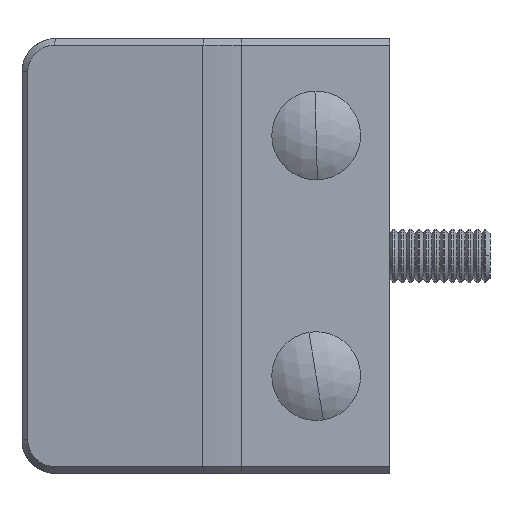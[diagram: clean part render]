
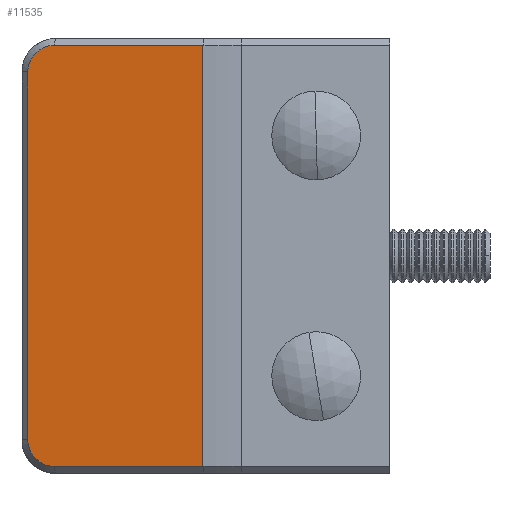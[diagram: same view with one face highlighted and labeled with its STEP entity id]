
A CAD part, top view. The second image highlights one B-rep face of the part: STEP entity #11535.
In plain terms, the highlighted face is planar.
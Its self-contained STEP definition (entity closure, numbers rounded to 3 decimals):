
#746 = EDGE_CURVE ( 'NONE', #30338, #66033, #23101, .T. ) ;
#2727 = EDGE_CURVE ( 'NONE', #54158, #30338, #15037, .T. ) ;
#3960 = CARTESIAN_POINT ( 'NONE',  ( -52.593, 30.698, -6.326 ) ) ;
#4653 = DIRECTION ( 'NONE',  ( 0.134, 0., 0.991 ) ) ;
#5435 = CARTESIAN_POINT ( 'NONE',  ( -50.658, 31.5, -6.587 ) ) ;
#7648 = CARTESIAN_POINT ( 'NONE',  ( -27.948, -31.5, -9.66 ) ) ;
#10738 = CARTESIAN_POINT ( 'NONE',  ( -53.332, -29.959, -6.226 ) ) ;
#11022 = CARTESIAN_POINT ( 'NONE',  ( -54.134, -28.024, -6.117 ) ) ;
#11165 = PLANE ( 'NONE',  #72380 ) ;
#11186 = CARTESIAN_POINT ( 'NONE',  ( -27.948, 31.5, -9.66 ) ) ;
#11535 = ADVANCED_FACE ( 'NONE', ( #85080 ), #11165, .F. ) ;
#12809 = DIRECTION ( 'NONE',  ( 0., 1., 0. ) ) ;
#12954 = VERTEX_POINT ( 'NONE', #14644 ) ;
#14644 = CARTESIAN_POINT ( 'NONE',  ( -54.134, -27.5, -6.117 ) ) ;
#14931 = VERTEX_POINT ( 'NONE', #53157 ) ;
#15037 = LINE ( 'NONE', #39861, #26772 ) ;
#17905 = CARTESIAN_POINT ( 'NONE',  ( -50.134, 31.5, -6.658 ) ) ;
#19054 = CARTESIAN_POINT ( 'NONE',  ( -54.134, 32.5, -6.117 ) ) ;
#20849 = VECTOR ( 'NONE', #12809, 1000. ) ;
#23101 = LINE ( 'NONE', #62187, #27377 ) ;
#24747 = CARTESIAN_POINT ( 'NONE',  ( -54.029, -28.548, -6.131 ) ) ;
#26772 = VECTOR ( 'NONE', #73278, 1000. ) ;
#27318 = DIRECTION ( 'NONE',  ( 0., -1., 0. ) ) ;
#27377 = VECTOR ( 'NONE', #27318, 1000. ) ;
#30338 = VERTEX_POINT ( 'NONE', #11186 ) ;
#30728 = CARTESIAN_POINT ( 'NONE',  ( -53.63, -29.513, -6.185 ) ) ;
#31071 = CARTESIAN_POINT ( 'NONE',  ( -53.63, 29.513, -6.185 ) ) ;
#31610 = CARTESIAN_POINT ( 'NONE',  ( -50.134, -31.5, -6.658 ) ) ;
#34856 = B_SPLINE_CURVE_WITH_KNOTS ( 'NONE', 3,
 ( #65019, #78166, #84988, #31071, #78750, #3960, #58459, #73074, #5435, #17905 ),
 .UNSPECIFIED., .F., .F.,
 ( 4, 2, 2, 2, 4 ),
 ( 0., 0.25, 0.5, 0.75, 1. ),
 .UNSPECIFIED. ) ;
#39861 = CARTESIAN_POINT ( 'NONE',  ( -27.948, 31.5, -9.66 ) ) ;
#40599 = EDGE_CURVE ( 'NONE', #66033, #14931, #82738, .T. ) ;
#46410 = VECTOR ( 'NONE', #77679, 1000. ) ;
#46448 = B_SPLINE_CURVE_WITH_KNOTS ( 'NONE', 3,
 ( #31610, #52138, #57829, #65558, #85224, #10738, #30728, #24747, #11022, #58719 ),
 .UNSPECIFIED., .F., .F.,
 ( 4, 2, 2, 2, 4 ),
 ( 0., 0.25, 0.5, 0.75, 1. ),
 .UNSPECIFIED. ) ;
#51523 = ORIENTED_EDGE ( 'NONE', *, *, #53000, .T. ) ;
#52114 = ORIENTED_EDGE ( 'NONE', *, *, #746, .T. ) ;
#52138 = CARTESIAN_POINT ( 'NONE',  ( -50.657, -31.5, -6.588 ) ) ;
#53000 = EDGE_CURVE ( 'NONE', #14931, #12954, #46448, .T. ) ;
#53157 = CARTESIAN_POINT ( 'NONE',  ( -50.134, -31.5, -6.658 ) ) ;
#54158 = VERTEX_POINT ( 'NONE', #69518 ) ;
#57829 = CARTESIAN_POINT ( 'NONE',  ( -51.182, -31.395, -6.517 ) ) ;
#58459 = CARTESIAN_POINT ( 'NONE',  ( -52.147, 30.996, -6.386 ) ) ;
#58719 = CARTESIAN_POINT ( 'NONE',  ( -54.134, -27.5, -6.117 ) ) ;
#58864 = CARTESIAN_POINT ( 'NONE',  ( -55., 32.5, -6. ) ) ;
#58915 = ORIENTED_EDGE ( 'NONE', *, *, #67509, .T. ) ;
#62187 = CARTESIAN_POINT ( 'NONE',  ( -27.948, 32.5, -9.66 ) ) ;
#65019 = CARTESIAN_POINT ( 'NONE',  ( -54.134, 27.5, -6.117 ) ) ;
#65558 = CARTESIAN_POINT ( 'NONE',  ( -52.147, -30.996, -6.386 ) ) ;
#66033 = VERTEX_POINT ( 'NONE', #7648 ) ;
#67214 = VERTEX_POINT ( 'NONE', #79703 ) ;
#67509 = EDGE_CURVE ( 'NONE', #67214, #54158, #34856, .T. ) ;
#67823 = LINE ( 'NONE', #19054, #20849 ) ;
#68553 = EDGE_CURVE ( 'NONE', #12954, #67214, #67823, .T. ) ;
#69518 = CARTESIAN_POINT ( 'NONE',  ( -50.134, 31.5, -6.658 ) ) ;
#72007 = DIRECTION ( 'NONE',  ( 0.991, 0., -0.134 ) ) ;
#72380 = AXIS2_PLACEMENT_3D ( 'NONE', #58864, #4653, #72007 ) ;
#73074 = CARTESIAN_POINT ( 'NONE',  ( -51.182, 31.395, -6.517 ) ) ;
#73278 = DIRECTION ( 'NONE',  ( 0.991, 0., -0.134 ) ) ;
#74640 = EDGE_LOOP ( 'NONE', ( #58915, #88090, #52114, #85311, #51523, #78133 ) ) ;
#77679 = DIRECTION ( 'NONE',  ( -0.991, 0., 0.134 ) ) ;
#78133 = ORIENTED_EDGE ( 'NONE', *, *, #68553, .T. ) ;
#78166 = CARTESIAN_POINT ( 'NONE',  ( -54.134, 28.023, -6.117 ) ) ;
#78750 = CARTESIAN_POINT ( 'NONE',  ( -53.332, 29.959, -6.226 ) ) ;
#79703 = CARTESIAN_POINT ( 'NONE',  ( -54.134, 27.5, -6.117 ) ) ;
#82738 = LINE ( 'NONE', #84234, #46410 ) ;
#84234 = CARTESIAN_POINT ( 'NONE',  ( -55., -31.5, -6. ) ) ;
#84988 = CARTESIAN_POINT ( 'NONE',  ( -54.029, 28.548, -6.131 ) ) ;
#85080 = FACE_OUTER_BOUND ( 'NONE', #74640, .T. ) ;
#85224 = CARTESIAN_POINT ( 'NONE',  ( -52.593, -30.698, -6.326 ) ) ;
#85311 = ORIENTED_EDGE ( 'NONE', *, *, #40599, .T. ) ;
#88090 = ORIENTED_EDGE ( 'NONE', *, *, #2727, .T. ) ;
